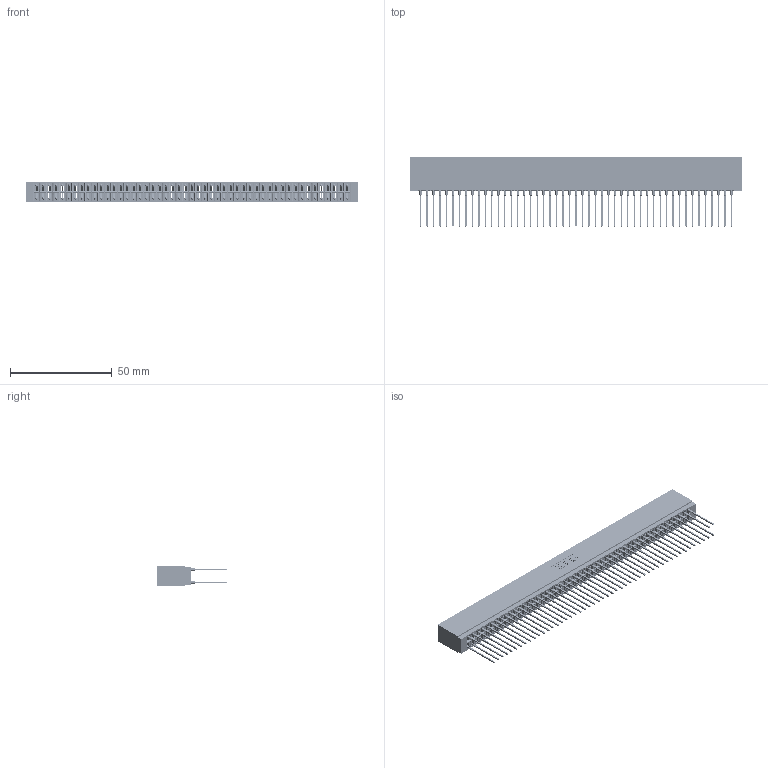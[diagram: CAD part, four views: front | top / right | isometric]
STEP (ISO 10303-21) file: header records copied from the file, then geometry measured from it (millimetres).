
FILE_DESCRIPTION (( 'STEP AP203' ), '1' );
FILE_NAME ('746-098-553-601.STEP', '2026-03-04T22:06:51', ( '' ), ( '' ), 'SwSTEP 2.0', 'SolidWorks 2023', '' );
FILE_SCHEMA (( 'CONFIG_CONTROL_DESIGN' ));
Length unit declared in the file: millimetre
Products named in the file (3): 746-292-001_553; 746-098-553-601; 746 Part_.340 Slot Depth - 01
Assembly tree (99 placements, depth 2):
  746-098-553-601
    746 Part_.340 Slot Depth - 01
    746-292-001_553  x98
Bounding box: 162.81 x 34.2 x 9.91 mm (x, y, z)
Volume: 19125 mm3; surface area: 30207.4 mm2
Topology: 99 solids, 99 shells, 8868 faces, 24371 edges, 15512 vertices
Faces by surface type: plane 4563, bspline 1960, cylinder 1757, torus 588
Entity records: 74623 total; most frequent: CARTESIAN_POINT 14775, ORIENTED_EDGE 12852, DIRECTION 10718, EDGE_CURVE 6426, LINE 5752, VECTOR 5752, VERTEX_POINT 4260, AXIS2_PLACEMENT_3D 2483
